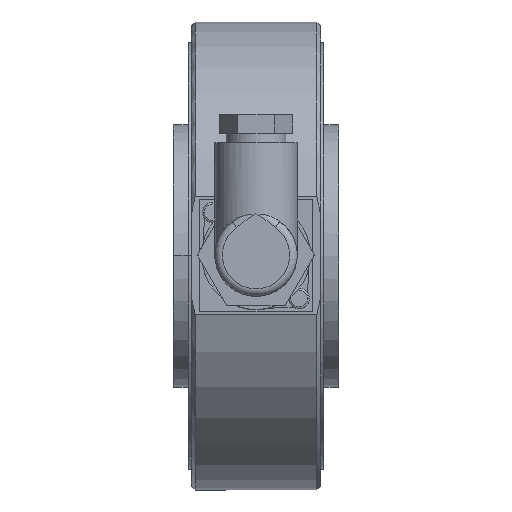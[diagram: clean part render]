
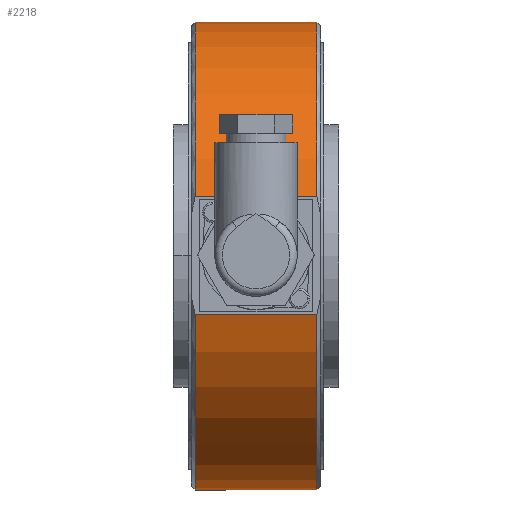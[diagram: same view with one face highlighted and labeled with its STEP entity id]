
A CAD part, top view. The second image highlights one B-rep face of the part: STEP entity #2218.
In plain terms, the highlighted cylindrical face has radius 62.5 mm (diameter 125 mm), a partial arc.
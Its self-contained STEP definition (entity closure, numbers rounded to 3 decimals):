
#1756=CARTESIAN_POINT('',(-16.25,-15.684,-60.5));
#1757=VERTEX_POINT('',#1756);
#1779=CARTESIAN_POINT('',(-16.25,15.684,-60.5));
#1780=VERTEX_POINT('',#1779);
#1794=CARTESIAN_POINT('',(16.25,15.684,-60.5));
#1795=VERTEX_POINT('',#1794);
#1796=CARTESIAN_POINT('',(16.25,15.684,-60.5));
#1797=DIRECTION('',(-1.0,0.0,0.0));
#1798=VECTOR('',#1797,32.5);
#1799=LINE('',#1796,#1798);
#1800=EDGE_CURVE('',#1795,#1780,#1799,.T.);
#1825=CARTESIAN_POINT('',(16.25,-15.684,-60.5));
#1826=VERTEX_POINT('',#1825);
#1840=CARTESIAN_POINT('',(-16.25,-15.684,-60.5));
#1841=DIRECTION('',(1.0,0.0,0.0));
#1842=VECTOR('',#1841,32.5);
#1843=LINE('',#1840,#1842);
#1844=EDGE_CURVE('',#1757,#1826,#1843,.T.);
#2189=CARTESIAN_POINT('',(-16.25,0.0,0.0));
#2190=DIRECTION('',(1.0,0.0,0.0));
#2191=DIRECTION('',(0.0,1.0,0.0));
#2192=AXIS2_PLACEMENT_3D('',#2189,#2190,#2191);
#2193=CIRCLE('',#2192,62.5);
#2194=EDGE_CURVE('',#1780,#1757,#2193,.T.);
#2201=CARTESIAN_POINT('',(-17.875,0.0,0.0));
#2202=DIRECTION('',(1.0,0.0,0.0));
#2203=DIRECTION('',(0.0,1.0,0.0));
#2204=AXIS2_PLACEMENT_3D('',#2201,#2202,#2203);
#2205=CYLINDRICAL_SURFACE('',#2204,62.5);
#2206=ORIENTED_EDGE('',*,*,#1844,.T.);
#2207=CARTESIAN_POINT('',(16.25,0.0,0.0));
#2208=DIRECTION('',(1.0,0.0,0.0));
#2209=DIRECTION('',(0.0,1.0,0.0));
#2210=AXIS2_PLACEMENT_3D('',#2207,#2208,#2209);
#2211=CIRCLE('',#2210,62.5);
#2212=EDGE_CURVE('',#1795,#1826,#2211,.T.);
#2213=ORIENTED_EDGE('',*,*,#2212,.F.);
#2214=ORIENTED_EDGE('',*,*,#1800,.T.);
#2215=ORIENTED_EDGE('',*,*,#2194,.T.);
#2216=EDGE_LOOP('',(#2206,#2213,#2214,#2215));
#2217=FACE_OUTER_BOUND('',#2216,.T.);
#2218=ADVANCED_FACE('',(#2217),#2205,.T.);
